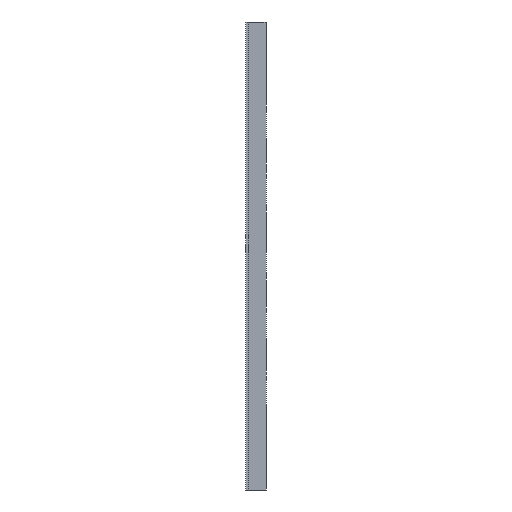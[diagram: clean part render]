
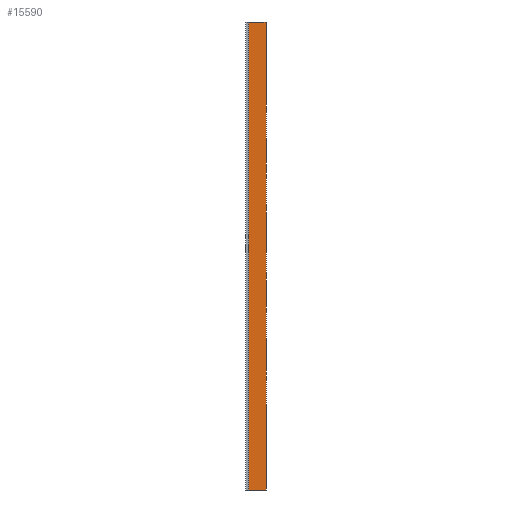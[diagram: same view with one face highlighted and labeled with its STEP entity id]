
A CAD part, left-side view. The second image highlights one B-rep face of the part: STEP entity #15590.
In plain terms, the highlighted face is planar.
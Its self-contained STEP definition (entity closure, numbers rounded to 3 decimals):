
#820=CARTESIAN_POINT('',(-7.402,32.237,0.));
#830=VERTEX_POINT('',#820);
#860=CARTESIAN_POINT('',(-5.602,32.237,0.));
#870=DIRECTION('',(1.,0.,0.));
#880=VECTOR('',#870,1.);
#890=LINE('',#860,#880);
#900=CARTESIAN_POINT('',(-0.902,32.237,0.));
#910=VERTEX_POINT('',#900);
#920=EDGE_CURVE('',#830,#910,#890,.T.);
#13270=CARTESIAN_POINT('',(-0.902,32.237,175.));
#13280=VERTEX_POINT('',#13270);
#13310=CARTESIAN_POINT('',(-5.602,32.237,175.));
#13320=DIRECTION('',(1.,0.,0.));
#13330=VECTOR('',#13320,1.);
#13340=LINE('',#13310,#13330);
#13350=CARTESIAN_POINT('',(-7.402,32.237,175.));
#13360=VERTEX_POINT('',#13350);
#13370=EDGE_CURVE('',#13360,#13280,#13340,.T.);
#14970=CARTESIAN_POINT('',(-7.402,32.237,0.));
#14980=DIRECTION('',(-0.,0.,-1.));
#14990=VECTOR('',#14980,1.);
#15000=LINE('',#14970,#14990);
#15010=EDGE_CURVE('',#13360,#830,#15000,.T.);
#15430=CARTESIAN_POINT('',(-1.702,32.237,0.));
#15440=DIRECTION('',(0.,-1.,0.));
#15450=DIRECTION('',(-1.,-0.,0.));
#15460=AXIS2_PLACEMENT_3D('',#15430,#15440,#15450);
#15470=PLANE('',#15460);
#15480=ORIENTED_EDGE('',*,*,#15010,.T.);
#15490=ORIENTED_EDGE('',*,*,#13370,.F.);
#15500=CARTESIAN_POINT('',(-0.902,32.237,0.));
#15510=DIRECTION('',(0.,0.,1.));
#15520=VECTOR('',#15510,1.);
#15530=LINE('',#15500,#15520);
#15540=EDGE_CURVE('',#910,#13280,#15530,.T.);
#15550=ORIENTED_EDGE('',*,*,#15540,.T.);
#15560=ORIENTED_EDGE('',*,*,#920,.T.);
#15570=EDGE_LOOP('',(#15560,#15550,#15490,#15480));
#15580=FACE_OUTER_BOUND('',#15570,.T.);
#15590=ADVANCED_FACE('',(#15580),#15470,.T.);
